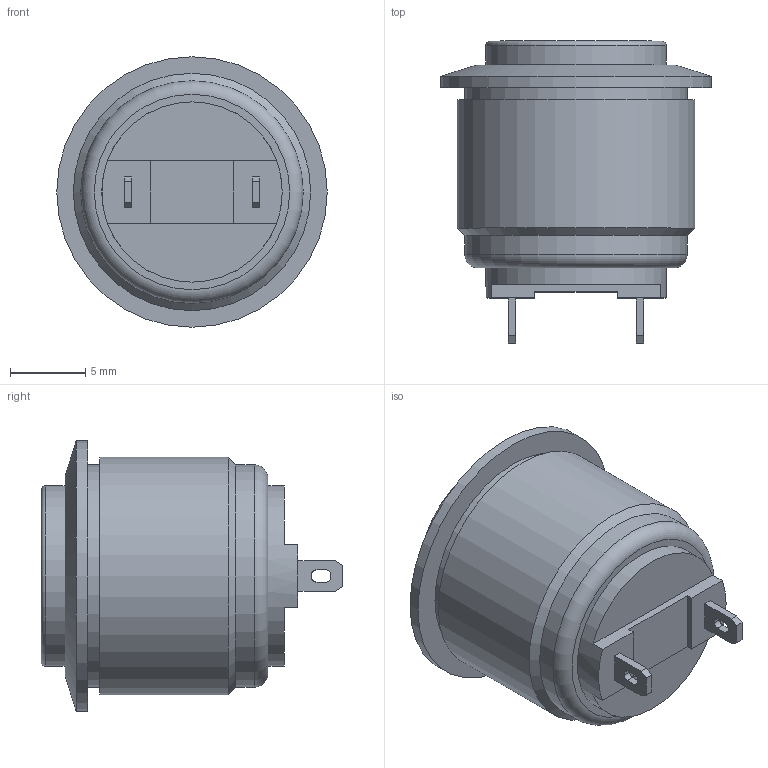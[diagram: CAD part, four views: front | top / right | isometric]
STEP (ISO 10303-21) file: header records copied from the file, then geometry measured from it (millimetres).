
FILE_DESCRIPTION((' '),'2;1');
FILE_NAME('PV2H240xx.stp','2017-07-19T09:22:07',(' '),(' '),' ','ACIS',' ');
FILE_SCHEMA(('CONFIG_CONTROL_DESIGN'));
Length unit declared in the file: inch
Products named in the file (1): PV2H240xx.stp
Bounding box: 18 x 20.1 x 18 mm (x, y, z)
Volume: 2065.5 mm3; surface area: 1831 mm2
Topology: 1 solids, 2 shells, 57 faces, 138 edges, 91 vertices
Faces by surface type: plane 38, cylinder 15, torus 2, cone 2
Full cylindrical faces by diameter (mm): 12 x3, 14.8 x2, 15.8 x1, 18 x1
Entity records: 1697 total; most frequent: DIRECTION 276, CARTESIAN_POINT 270, ORIENTED_EDGE 248, EDGE_CURVE 124, AXIS2_PLACEMENT_3D 94, VERTEX_POINT 88, VECTOR 88, LINE 88
